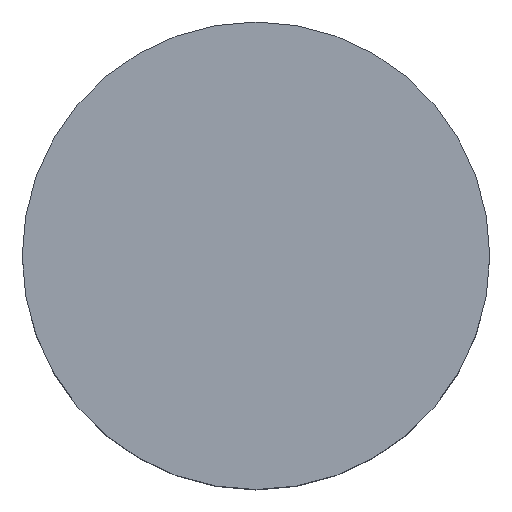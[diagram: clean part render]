
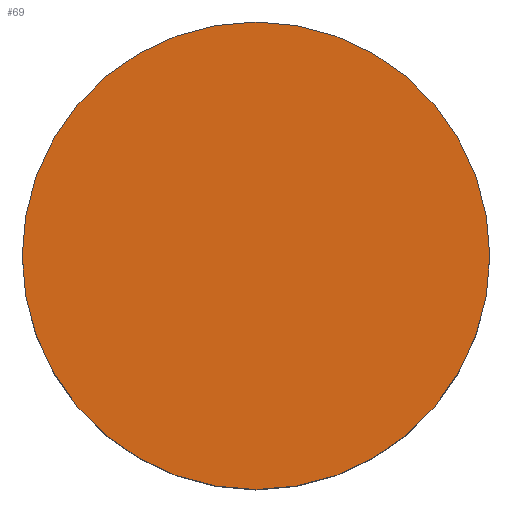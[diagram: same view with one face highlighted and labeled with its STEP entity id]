
A CAD part, top view. The second image highlights one B-rep face of the part: STEP entity #69.
In plain terms, the highlighted planar face has unit normal (0, 0, 1).
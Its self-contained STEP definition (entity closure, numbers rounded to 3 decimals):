
#18 = CARTESIAN_POINT ( 'NONE',  ( -2., 0., 0. ) ) ;
#23 = PLANE ( 'NONE',  #152 ) ;
#48 = DIRECTION ( 'NONE',  ( 0., 0., 1. ) ) ;
#51 = DIRECTION ( 'NONE',  ( 1., 0., 0. ) ) ;
#56 = CARTESIAN_POINT ( 'NONE',  ( 2., 0., 0. ) ) ;
#63 = VERTEX_POINT ( 'NONE', #18 ) ;
#64 = ORIENTED_EDGE ( 'NONE', *, *, #227, .T. ) ;
#69 = ADVANCED_FACE ( 'NONE', ( #290 ), #23, .T. ) ;
#99 = CIRCLE ( 'NONE', #179, 2. ) ;
#114 = AXIS2_PLACEMENT_3D ( 'NONE', #325, #297, #164 ) ;
#150 = CIRCLE ( 'NONE', #114, 2. ) ;
#152 = AXIS2_PLACEMENT_3D ( 'NONE', #351, #48, #51 ) ;
#164 = DIRECTION ( 'NONE',  ( 1., 0., 0. ) ) ;
#179 = AXIS2_PLACEMENT_3D ( 'NONE', #322, #275, #331 ) ;
#197 = VERTEX_POINT ( 'NONE', #56 ) ;
#227 = EDGE_CURVE ( 'NONE', #197, #63, #99, .T. ) ;
#275 = DIRECTION ( 'NONE',  ( 0., 0., 1. ) ) ;
#276 = EDGE_LOOP ( 'NONE', ( #64, #282 ) ) ;
#282 = ORIENTED_EDGE ( 'NONE', *, *, #337, .T. ) ;
#290 = FACE_OUTER_BOUND ( 'NONE', #276, .T. ) ;
#297 = DIRECTION ( 'NONE',  ( 0., 0., 1. ) ) ;
#322 = CARTESIAN_POINT ( 'NONE',  ( 0., 0., 0. ) ) ;
#325 = CARTESIAN_POINT ( 'NONE',  ( 0., 0., 0. ) ) ;
#331 = DIRECTION ( 'NONE',  ( 1., 0., 0. ) ) ;
#337 = EDGE_CURVE ( 'NONE', #63, #197, #150, .T. ) ;
#351 = CARTESIAN_POINT ( 'NONE',  ( 0., 0., 0. ) ) ;
